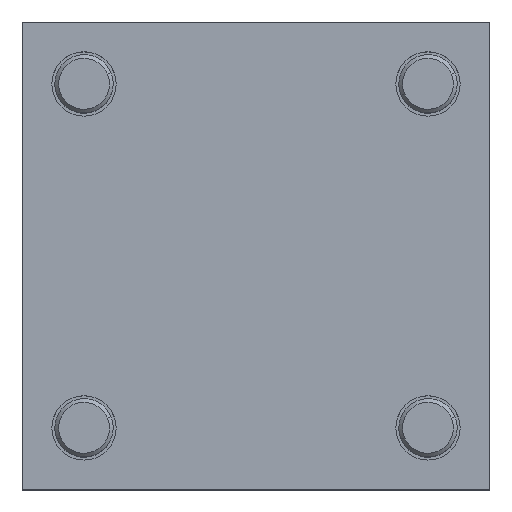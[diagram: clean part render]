
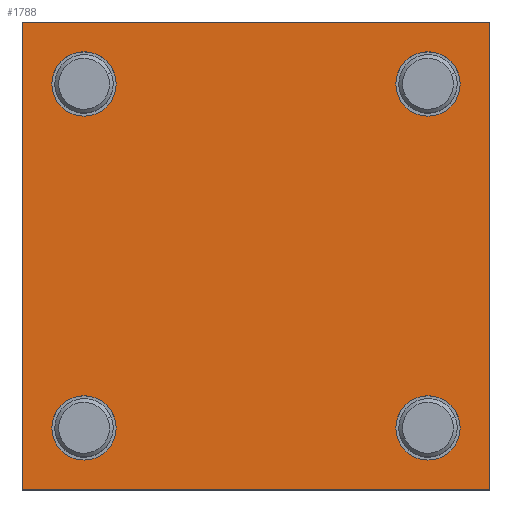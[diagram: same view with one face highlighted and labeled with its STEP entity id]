
A CAD part, top view. The second image highlights one B-rep face of the part: STEP entity #1788.
In plain terms, the highlighted planar face has unit normal (0, 0, 1).
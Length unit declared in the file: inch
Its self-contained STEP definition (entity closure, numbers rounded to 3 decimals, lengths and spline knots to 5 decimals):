
#2 = DIRECTION ( 'NONE',  ( 0., 0., -1. ) ) ;
#22 = CARTESIAN_POINT ( 'NONE',  ( 0.74713, 0.919, 0.375 ) ) ;
#29 = VERTEX_POINT ( 'NONE', #355 ) ;
#76 = DIRECTION ( 'NONE',  ( 0., 0., -1. ) ) ;
#143 = EDGE_CURVE ( 'NONE', #2555, #1966, #1615, .T. ) ;
#148 = DIRECTION ( 'NONE',  ( -1., 0., 0. ) ) ;
#204 = VERTEX_POINT ( 'NONE', #384 ) ;
#214 = AXIS2_PLACEMENT_3D ( 'NONE', #1016, #2, #1872 ) ;
#226 = CARTESIAN_POINT ( 'NONE',  ( -1.25, 1.25, 0.375 ) ) ;
#273 = VERTEX_POINT ( 'NONE', #1408 ) ;
#334 = CARTESIAN_POINT ( 'NONE',  ( -1.25, 1.25, 0.375 ) ) ;
#347 = CARTESIAN_POINT ( 'NONE',  ( -0.919, 0.919, 0.375 ) ) ;
#355 = CARTESIAN_POINT ( 'NONE',  ( -1.09087, -0.919, 0.375 ) ) ;
#375 = CARTESIAN_POINT ( 'NONE',  ( 0.919, -0.919, 0.375 ) ) ;
#384 = CARTESIAN_POINT ( 'NONE',  ( 0.74713, -0.919, 0.375 ) ) ;
#386 = CARTESIAN_POINT ( 'NONE',  ( 1.25, -1.25, 0.375 ) ) ;
#400 = DIRECTION ( 'NONE',  ( 0., 0., -1. ) ) ;
#404 = VERTEX_POINT ( 'NONE', #2574 ) ;
#416 = ORIENTED_EDGE ( 'NONE', *, *, #696, .T. ) ;
#424 = ORIENTED_EDGE ( 'NONE', *, *, #573, .T. ) ;
#445 = FACE_BOUND ( 'NONE', #493, .T. ) ;
#447 = CARTESIAN_POINT ( 'NONE',  ( -1.25, -1.25, 0.375 ) ) ;
#448 = VERTEX_POINT ( 'NONE', #1136 ) ;
#455 = CARTESIAN_POINT ( 'NONE',  ( 0.919, -0.919, 0.375 ) ) ;
#460 = CARTESIAN_POINT ( 'NONE',  ( 1.09087, 0.919, 0.375 ) ) ;
#465 = EDGE_LOOP ( 'NONE', ( #1172, #424 ) ) ;
#475 = CIRCLE ( 'NONE', #1242, 0.17187 ) ;
#493 = EDGE_LOOP ( 'NONE', ( #593, #1221 ) ) ;
#573 = EDGE_CURVE ( 'NONE', #1835, #929, #759, .T. ) ;
#574 = VERTEX_POINT ( 'NONE', #1151 ) ;
#593 = ORIENTED_EDGE ( 'NONE', *, *, #615, .T. ) ;
#597 = EDGE_LOOP ( 'NONE', ( #1003, #2540 ) ) ;
#615 = EDGE_CURVE ( 'NONE', #273, #574, #475, .T. ) ;
#641 = EDGE_CURVE ( 'NONE', #1678, #204, #2297, .T. ) ;
#643 = DIRECTION ( 'NONE',  ( 1., 0., 0. ) ) ;
#682 = CARTESIAN_POINT ( 'NONE',  ( 0.919, 0.919, 0.375 ) ) ;
#694 = DIRECTION ( 'NONE',  ( -1., 0., 0. ) ) ;
#696 = EDGE_CURVE ( 'NONE', #2595, #2555, #2056, .T. ) ;
#721 = ORIENTED_EDGE ( 'NONE', *, *, #2530, .T. ) ;
#740 = DIRECTION ( 'NONE',  ( 0., 0., -1. ) ) ;
#759 = CIRCLE ( 'NONE', #1416, 0.17187 ) ;
#764 = EDGE_CURVE ( 'NONE', #404, #29, #2649, .T. ) ;
#772 = CARTESIAN_POINT ( 'NONE',  ( -1.25, -1.25, 0.375 ) ) ;
#814 = EDGE_CURVE ( 'NONE', #1966, #448, #882, .T. ) ;
#851 = DIRECTION ( 'NONE',  ( 0., 0., -1. ) ) ;
#863 = FACE_BOUND ( 'NONE', #465, .T. ) ;
#882 = LINE ( 'NONE', #447, #1467 ) ;
#929 = VERTEX_POINT ( 'NONE', #22 ) ;
#942 = VECTOR ( 'NONE', #2651, 39.37008 ) ;
#996 = EDGE_CURVE ( 'NONE', #204, #1678, #1223, .T. ) ;
#1002 = VECTOR ( 'NONE', #2055, 39.37008 ) ;
#1003 = ORIENTED_EDGE ( 'NONE', *, *, #996, .T. ) ;
#1016 = CARTESIAN_POINT ( 'NONE',  ( -0.919, -0.919, 0.375 ) ) ;
#1057 = FACE_BOUND ( 'NONE', #1608, .T. ) ;
#1096 = CARTESIAN_POINT ( 'NONE',  ( -0.919, -0.919, 0.375 ) ) ;
#1121 = DIRECTION ( 'NONE',  ( 0., 0., -1. ) ) ;
#1136 = CARTESIAN_POINT ( 'NONE',  ( 1.25, -1.25, 0.375 ) ) ;
#1151 = CARTESIAN_POINT ( 'NONE',  ( -0.74713, 0.919, 0.375 ) ) ;
#1170 = DIRECTION ( 'NONE',  ( 0., 0., -1. ) ) ;
#1172 = ORIENTED_EDGE ( 'NONE', *, *, #2073, .T. ) ;
#1195 = EDGE_LOOP ( 'NONE', ( #2147, #1890, #1754, #416 ) ) ;
#1221 = ORIENTED_EDGE ( 'NONE', *, *, #2085, .T. ) ;
#1223 = CIRCLE ( 'NONE', #2597, 0.17187 ) ;
#1242 = AXIS2_PLACEMENT_3D ( 'NONE', #347, #1170, #148 ) ;
#1271 = CIRCLE ( 'NONE', #1395, 0.17187 ) ;
#1276 = DIRECTION ( 'NONE',  ( -1., 0., 0. ) ) ;
#1395 = AXIS2_PLACEMENT_3D ( 'NONE', #2167, #851, #694 ) ;
#1398 = DIRECTION ( 'NONE',  ( -1., 0., 0. ) ) ;
#1408 = CARTESIAN_POINT ( 'NONE',  ( -1.09087, 0.919, 0.375 ) ) ;
#1416 = AXIS2_PLACEMENT_3D ( 'NONE', #1781, #740, #1548 ) ;
#1467 = VECTOR ( 'NONE', #643, 39.37008 ) ;
#1496 = AXIS2_PLACEMENT_3D ( 'NONE', #682, #1121, #2340 ) ;
#1548 = DIRECTION ( 'NONE',  ( -1., 0., 0. ) ) ;
#1601 = DIRECTION ( 'NONE',  ( 0., -1., 0. ) ) ;
#1608 = EDGE_LOOP ( 'NONE', ( #721, #2258 ) ) ;
#1615 = LINE ( 'NONE', #772, #2431 ) ;
#1644 = DIRECTION ( 'NONE',  ( -1., 0., 0. ) ) ;
#1678 = VERTEX_POINT ( 'NONE', #2026 ) ;
#1721 = FACE_BOUND ( 'NONE', #597, .T. ) ;
#1729 = DIRECTION ( 'NONE',  ( -1., 0., 0. ) ) ;
#1754 = ORIENTED_EDGE ( 'NONE', *, *, #2661, .T. ) ;
#1781 = CARTESIAN_POINT ( 'NONE',  ( 0.919, 0.919, 0.375 ) ) ;
#1788 = ADVANCED_FACE ( 'NONE', ( #863, #445, #1057, #1721, #2339 ), #2561, .F. ) ;
#1835 = VERTEX_POINT ( 'NONE', #460 ) ;
#1872 = DIRECTION ( 'NONE',  ( -1., 0., 0. ) ) ;
#1890 = ORIENTED_EDGE ( 'NONE', *, *, #814, .T. ) ;
#1966 = VERTEX_POINT ( 'NONE', #2428 ) ;
#1978 = AXIS2_PLACEMENT_3D ( 'NONE', #226, #2140, #1276 ) ;
#2026 = CARTESIAN_POINT ( 'NONE',  ( 1.09087, -0.919, 0.375 ) ) ;
#2044 = CARTESIAN_POINT ( 'NONE',  ( -1.25, 1.25, 0.375 ) ) ;
#2055 = DIRECTION ( 'NONE',  ( 0., 1., 0. ) ) ;
#2056 = LINE ( 'NONE', #2044, #942 ) ;
#2073 = EDGE_CURVE ( 'NONE', #929, #1835, #2678, .T. ) ;
#2085 = EDGE_CURVE ( 'NONE', #574, #273, #1271, .T. ) ;
#2095 = DIRECTION ( 'NONE',  ( 0., 0., -1. ) ) ;
#2140 = DIRECTION ( 'NONE',  ( 0., 0., -1. ) ) ;
#2147 = ORIENTED_EDGE ( 'NONE', *, *, #143, .T. ) ;
#2167 = CARTESIAN_POINT ( 'NONE',  ( -0.919, 0.919, 0.375 ) ) ;
#2249 = LINE ( 'NONE', #386, #1002 ) ;
#2258 = ORIENTED_EDGE ( 'NONE', *, *, #764, .T. ) ;
#2295 = AXIS2_PLACEMENT_3D ( 'NONE', #1096, #76, #1729 ) ;
#2297 = CIRCLE ( 'NONE', #2517, 0.17187 ) ;
#2339 = FACE_OUTER_BOUND ( 'NONE', #1195, .T. ) ;
#2340 = DIRECTION ( 'NONE',  ( -1., 0., 0. ) ) ;
#2403 = CARTESIAN_POINT ( 'NONE',  ( 1.25, 1.25, 0.375 ) ) ;
#2428 = CARTESIAN_POINT ( 'NONE',  ( -1.25, -1.25, 0.375 ) ) ;
#2431 = VECTOR ( 'NONE', #1601, 39.37008 ) ;
#2517 = AXIS2_PLACEMENT_3D ( 'NONE', #375, #400, #1398 ) ;
#2530 = EDGE_CURVE ( 'NONE', #29, #404, #2567, .T. ) ;
#2540 = ORIENTED_EDGE ( 'NONE', *, *, #641, .T. ) ;
#2555 = VERTEX_POINT ( 'NONE', #334 ) ;
#2561 = PLANE ( 'NONE',  #1978 ) ;
#2567 = CIRCLE ( 'NONE', #2295, 0.17187 ) ;
#2574 = CARTESIAN_POINT ( 'NONE',  ( -0.74713, -0.919, 0.375 ) ) ;
#2595 = VERTEX_POINT ( 'NONE', #2403 ) ;
#2597 = AXIS2_PLACEMENT_3D ( 'NONE', #455, #2095, #1644 ) ;
#2649 = CIRCLE ( 'NONE', #214, 0.17187 ) ;
#2651 = DIRECTION ( 'NONE',  ( -1., 0., 0. ) ) ;
#2661 = EDGE_CURVE ( 'NONE', #448, #2595, #2249, .T. ) ;
#2678 = CIRCLE ( 'NONE', #1496, 0.17187 ) ;
